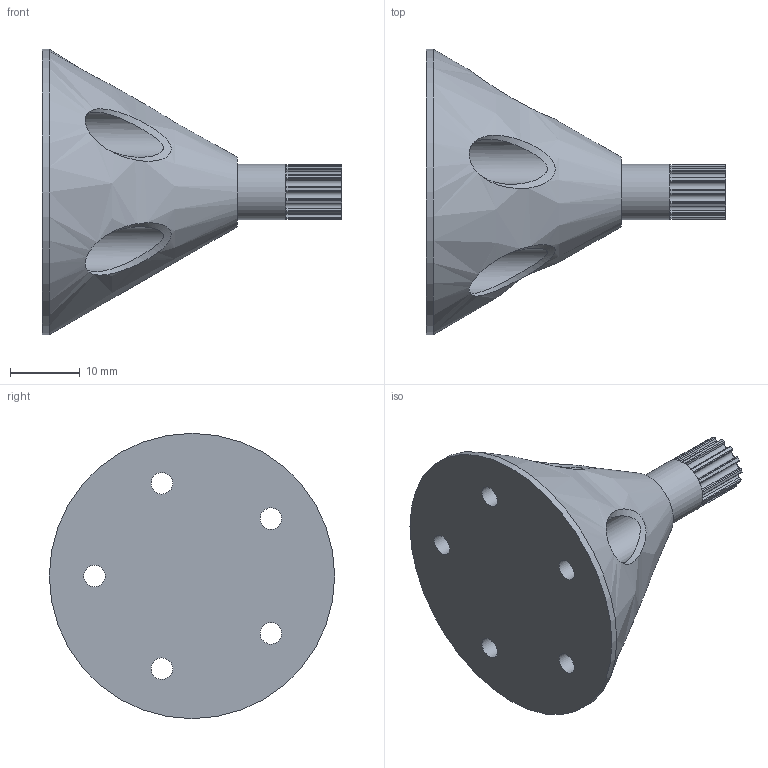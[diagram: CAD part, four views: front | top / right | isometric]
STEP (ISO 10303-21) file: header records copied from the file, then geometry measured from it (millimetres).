
FILE_DESCRIPTION(('FreeCAD Model'),'2;1');
FILE_NAME('axle-with-g2-pulleys-part1-for-3d-print.step','2020-11-19T14:36:01',('Author'),(''), 'Open CASCADE STEP processor 7.3','FreeCAD','Unknown');
FILE_SCHEMA(('AUTOMOTIVE_DESIGN { 1 0 10303 214 1 1 1 1 }'));
Length unit declared in the file: millimetre
Products named in the file (1): Body002
Bounding box: 43 x 41 x 41 mm (x, y, z)
Volume: 15981.7 mm3; surface area: 5388.8 mm2
Topology: 1 solids, 1 shells, 107 faces, 286 edges, 189 vertices
Faces by surface type: bspline 84, cylinder 13, plane 9, cone 1
Full cylindrical faces by diameter (mm): 2.8 x1, 3.1 x5, 6.5 x5, 8 x1, 41 x1
Entity records: 11146 total; most frequent: CARTESIAN_POINT 7384, ORIENTED_EDGE 572, PCURVE 572, DEFINITIONAL_REPRESENTATION 572, B_SPLINE_CURVE_WITH_KNOTS 421, EDGE_CURVE 286, SURFACE_CURVE 267, DIRECTION 189
